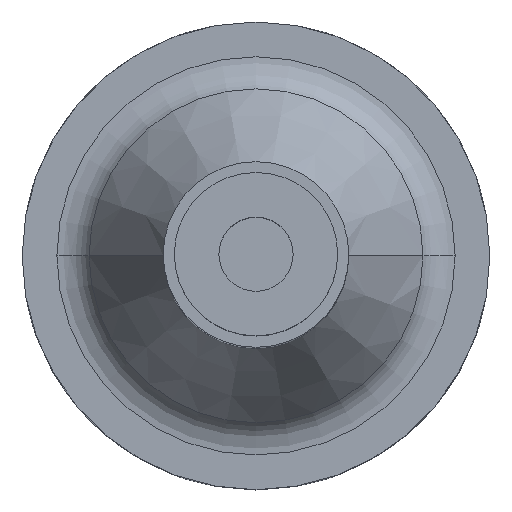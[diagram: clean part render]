
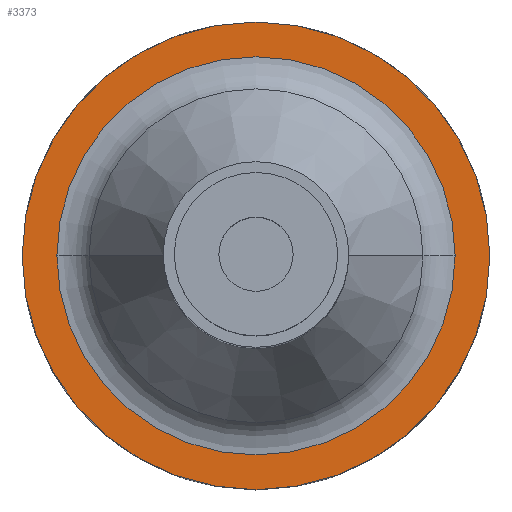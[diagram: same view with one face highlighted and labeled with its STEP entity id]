
A CAD part, top view. The second image highlights one B-rep face of the part: STEP entity #3373.
In plain terms, the highlighted planar face has unit normal (0, 0, 1).
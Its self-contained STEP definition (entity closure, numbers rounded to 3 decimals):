
#40 = CARTESIAN_POINT ( 'NONE',  ( 0., 0., 22. ) ) ;
#53 = DIRECTION ( 'NONE',  ( 0., 0., -1. ) ) ;
#68 = DIRECTION ( 'NONE',  ( -1., 0., 0. ) ) ;
#183 = CARTESIAN_POINT ( 'NONE',  ( 0., 0., 22. ) ) ;
#198 = DIRECTION ( 'NONE',  ( 0., 0., 1. ) ) ;
#219 = DIRECTION ( 'NONE',  ( 1., 0., 0. ) ) ;
#792 = VERTEX_POINT ( 'NONE', #4064 ) ;
#954 = AXIS2_PLACEMENT_3D ( 'NONE', #2706, #5088, #2721 ) ;
#993 = AXIS2_PLACEMENT_3D ( 'NONE', #4265, #1908, #4654 ) ;
#1289 = CIRCLE ( 'NONE', #1960, 26.818 ) ;
#1554 = FACE_OUTER_BOUND ( 'NONE', #4783, .T. ) ;
#1581 = VERTEX_POINT ( 'NONE', #3294 ) ;
#1599 = ORIENTED_EDGE ( 'NONE', *, *, #2029, .T. ) ;
#1888 = EDGE_LOOP ( 'NONE', ( #2340, #3248 ) ) ;
#1908 = DIRECTION ( 'NONE',  ( 0., 0., -1. ) ) ;
#1960 = AXIS2_PLACEMENT_3D ( 'NONE', #40, #53, #68 ) ;
#2029 = EDGE_CURVE ( 'NONE', #2716, #792, #4713, .T. ) ;
#2205 = ORIENTED_EDGE ( 'NONE', *, *, #2533, .T. ) ;
#2296 = EDGE_CURVE ( 'NONE', #1581, #2879, #1289, .T. ) ;
#2340 = ORIENTED_EDGE ( 'NONE', *, *, #4245, .T. ) ;
#2533 = EDGE_CURVE ( 'NONE', #792, #2716, #4212, .T. ) ;
#2593 = FACE_BOUND ( 'NONE', #1888, .T. ) ;
#2706 = CARTESIAN_POINT ( 'NONE',  ( 0., 0., 22. ) ) ;
#2716 = VERTEX_POINT ( 'NONE', #4552 ) ;
#2721 = DIRECTION ( 'NONE',  ( -1., 0., 0. ) ) ;
#2744 = AXIS2_PLACEMENT_3D ( 'NONE', #3024, #3041, #3059 ) ;
#2879 = VERTEX_POINT ( 'NONE', #3037 ) ;
#3024 = CARTESIAN_POINT ( 'NONE',  ( 0., 0., 22. ) ) ;
#3037 = CARTESIAN_POINT ( 'NONE',  ( -26.818, 0., 22. ) ) ;
#3041 = DIRECTION ( 'NONE',  ( 0., 0., 1. ) ) ;
#3059 = DIRECTION ( 'NONE',  ( 1., 0., 0. ) ) ;
#3248 = ORIENTED_EDGE ( 'NONE', *, *, #2296, .T. ) ;
#3294 = CARTESIAN_POINT ( 'NONE',  ( 26.818, 0., 22. ) ) ;
#3373 = ADVANCED_FACE ( 'NONE', ( #2593, #1554 ), #4700, .F. ) ;
#3674 = CIRCLE ( 'NONE', #993, 26.818 ) ;
#4064 = CARTESIAN_POINT ( 'NONE',  ( 31.5, 0., 22. ) ) ;
#4212 = CIRCLE ( 'NONE', #2744, 31.5 ) ;
#4245 = EDGE_CURVE ( 'NONE', #2879, #1581, #3674, .T. ) ;
#4265 = CARTESIAN_POINT ( 'NONE',  ( 0., 0., 22. ) ) ;
#4435 = AXIS2_PLACEMENT_3D ( 'NONE', #183, #198, #219 ) ;
#4552 = CARTESIAN_POINT ( 'NONE',  ( -31.5, 0., 22. ) ) ;
#4654 = DIRECTION ( 'NONE',  ( -1., 0., 0. ) ) ;
#4700 = PLANE ( 'NONE',  #954 ) ;
#4713 = CIRCLE ( 'NONE', #4435, 31.5 ) ;
#4783 = EDGE_LOOP ( 'NONE', ( #2205, #1599 ) ) ;
#5088 = DIRECTION ( 'NONE',  ( 0., 0., -1. ) ) ;
